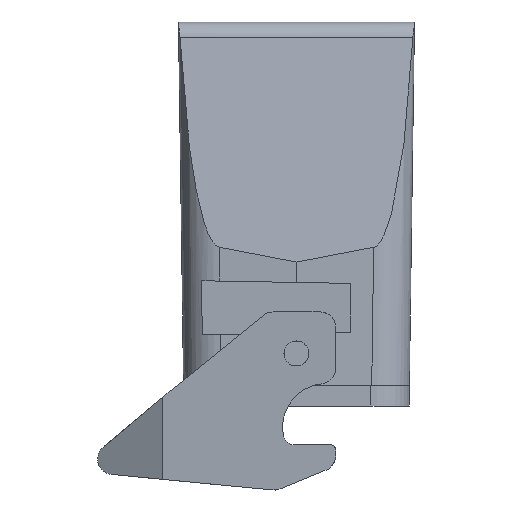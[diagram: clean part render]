
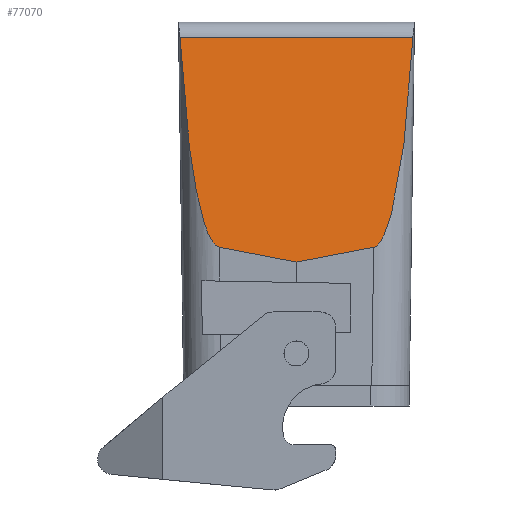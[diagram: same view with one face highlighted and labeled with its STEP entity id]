
A CAD part, front view. The second image highlights one B-rep face of the part: STEP entity #77070.
In plain terms, the highlighted face is planar.
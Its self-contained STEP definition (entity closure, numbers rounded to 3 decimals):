
#39710=CARTESIAN_POINT('',(30.,1.571,
0.));
#39720=VERTEX_POINT('',#39710);
#39800=CARTESIAN_POINT('',(29.608,-1.31,
-14.984));
#39810=VERTEX_POINT('',#39800);
#39840=CARTESIAN_POINT('',(30.232,3.276,
8.868));
#39850=DIRECTION('',(-0.026,-0.189,
-0.982));
#39860=VECTOR('',#39850,1.);
#39870=LINE('',#39840,#39860);
#39880=EDGE_CURVE('',#39720,#39810,#39870,.T.);
#49630=CARTESIAN_POINT('',(29.608,-1.31,
14.984));
#49640=VERTEX_POINT('',#49630);
#49870=CARTESIAN_POINT('',(29.768,-0.134,
8.868));
#49880=DIRECTION('',(-0.026,-0.189,
0.982));
#49890=VECTOR('',#49880,1.);
#49900=LINE('',#49870,#49890);
#49910=EDGE_CURVE('',#39720,#49640,#49900,.T.);
#51470=CARTESIAN_POINT('',(24.067,-41.993,
22.594));
#51480=VERTEX_POINT('',#51470);
#51510=CARTESIAN_POINT('',(24.067,-41.993,
8.868));
#51520=DIRECTION('',(0.,0.,1.));
#51530=VECTOR('',#51520,1.);
#51540=LINE('',#51510,#51530);
#51550=CARTESIAN_POINT('',(24.067,-41.993,
-22.594));
#51560=VERTEX_POINT('',#51550);
#51570=EDGE_CURVE('',#51560,#51480,#51540,.T.);
#53160=CARTESIAN_POINT('',(22.09,-56.507,
-15.56));
#53170=DIRECTION('',(-0.991,0.135,
0.));
#53180=DIRECTION('',(-0.135,-0.991,
-0.014));
#53190=AXIS2_PLACEMENT_3D('',#53160,#53170,#53180);
#53200=ELLIPSE('',#53190,55.731,7.5);
#53210=EDGE_CURVE('',#39810,#51560,#53200,.T.);
#76890=CARTESIAN_POINT('',(31.121,9.8,
2.341));
#76900=DIRECTION('',(-0.991,0.135,
0.));
#76910=DIRECTION('',(-0.135,-0.991,
0.));
#76920=AXIS2_PLACEMENT_3D('',#76890,#76900,#76910);
#76930=PLANE('',#76920);
#76940=CARTESIAN_POINT('',(22.09,-56.507,
15.56));
#76950=DIRECTION('',(-0.991,0.135,
0.));
#76960=DIRECTION('',(-0.135,-0.991,
0.014));
#76970=AXIS2_PLACEMENT_3D('',#76940,#76950,#76960);
#76980=ELLIPSE('',#76970,55.731,7.5);
#76990=EDGE_CURVE('',#51480,#49640,#76980,.T.);
#77000=ORIENTED_EDGE('',*,*,#76990,.F.);
#77010=ORIENTED_EDGE('',*,*,#49910,.T.);
#77020=ORIENTED_EDGE('',*,*,#39880,.F.);
#77030=ORIENTED_EDGE('',*,*,#53210,.F.);
#77040=ORIENTED_EDGE('',*,*,#51570,.F.);
#77050=EDGE_LOOP('',(#77040,#77030,#77020,#77010,#77000));
#77060=FACE_OUTER_BOUND('',#77050,.T.);
#77070=ADVANCED_FACE('',(#77060),#76930,.F.);
